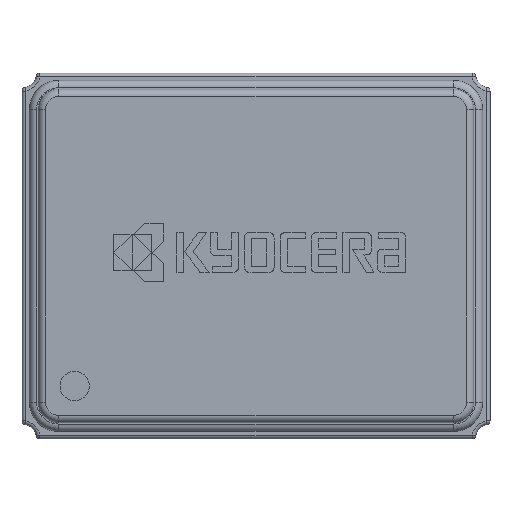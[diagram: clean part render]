
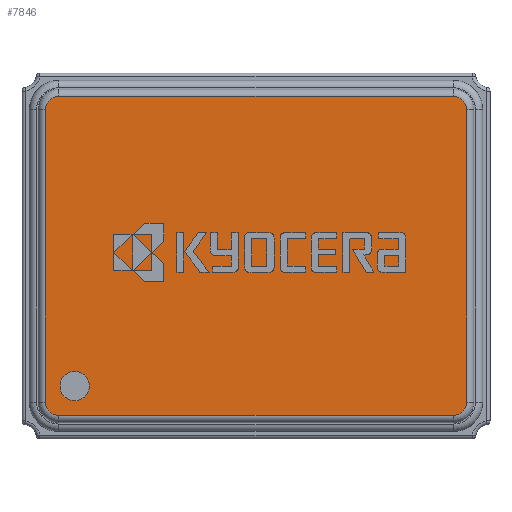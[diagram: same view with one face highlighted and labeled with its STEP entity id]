
A CAD part, top view. The second image highlights one B-rep face of the part: STEP entity #7846.
In plain terms, the highlighted planar face has unit normal (0, 0, 1).
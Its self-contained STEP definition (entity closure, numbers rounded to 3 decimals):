
#35 = ORIENTED_EDGE ( 'NONE', *, *, #3102, .T. ) ;
#522 = CARTESIAN_POINT ( 'NONE',  ( -1.24, -0.89, 0.39 ) ) ;
#606 = CIRCLE ( 'NONE', #6973, 0.09 ) ;
#688 = VERTEX_POINT ( 'NONE', #8466 ) ;
#978 = LINE ( 'NONE', #10582, #10514 ) ;
#980 = AXIS2_PLACEMENT_3D ( 'NONE', #2248, #10137, #3925 ) ;
#1018 = DIRECTION ( 'NONE',  ( 0., 0., 1. ) ) ;
#1292 = CARTESIAN_POINT ( 'NONE',  ( 1.35, -1., 0.39 ) ) ;
#1361 = CIRCLE ( 'NONE', #9181, 0.1 ) ;
#1582 = VERTEX_POINT ( 'NONE', #10997 ) ;
#2083 = CARTESIAN_POINT ( 'NONE',  ( 1.44, 1., 0.39 ) ) ;
#2150 = EDGE_CURVE ( 'NONE', #3057, #4600, #2882, .T. ) ;
#2228 = DIRECTION ( 'NONE',  ( 0., 0., 1. ) ) ;
#2248 = CARTESIAN_POINT ( 'NONE',  ( 1.35, 1., 0.39 ) ) ;
#2289 = PLANE ( 'NONE',  #7421 ) ;
#2293 = CARTESIAN_POINT ( 'NONE',  ( 1.35, -1.09, 0.39 ) ) ;
#2350 = EDGE_CURVE ( 'NONE', #4600, #7325, #2431, .T. ) ;
#2391 = DIRECTION ( 'NONE',  ( 1., 0., 0. ) ) ;
#2431 = CIRCLE ( 'NONE', #7140, 0.09 ) ;
#2447 = CIRCLE ( 'NONE', #6978, 0.1 ) ;
#2473 = EDGE_LOOP ( 'NONE', ( #4839, #35, #3152, #2798, #4229, #8461, #9619, #9582 ) ) ;
#2603 = CARTESIAN_POINT ( 'NONE',  ( -1.14, -0.89, 0.39 ) ) ;
#2775 = VERTEX_POINT ( 'NONE', #9628 ) ;
#2798 = ORIENTED_EDGE ( 'NONE', *, *, #2350, .T. ) ;
#2802 = DIRECTION ( 'NONE',  ( 0., 0., 1. ) ) ;
#2882 = LINE ( 'NONE', #7163, #10585 ) ;
#3057 = VERTEX_POINT ( 'NONE', #6945 ) ;
#3102 = EDGE_CURVE ( 'NONE', #4045, #3057, #606, .T. ) ;
#3122 = CARTESIAN_POINT ( 'NONE',  ( 1.35, -1., 0.39 ) ) ;
#3152 = ORIENTED_EDGE ( 'NONE', *, *, #2150, .T. ) ;
#3271 = CARTESIAN_POINT ( 'NONE',  ( 1.44, -1., 0.39 ) ) ;
#3276 = AXIS2_PLACEMENT_3D ( 'NONE', #5555, #7055, #7266 ) ;
#3331 = CIRCLE ( 'NONE', #980, 0.09 ) ;
#3560 = ORIENTED_EDGE ( 'NONE', *, *, #4422, .F. ) ;
#3696 = DIRECTION ( 'NONE',  ( -1., 0., 0. ) ) ;
#3925 = DIRECTION ( 'NONE',  ( 1., 0., 0. ) ) ;
#4045 = VERTEX_POINT ( 'NONE', #4506 ) ;
#4080 = DIRECTION ( 'NONE',  ( 0., 0., 1. ) ) ;
#4229 = ORIENTED_EDGE ( 'NONE', *, *, #9168, .T. ) ;
#4422 = EDGE_CURVE ( 'NONE', #688, #5969, #1361, .T. ) ;
#4506 = CARTESIAN_POINT ( 'NONE',  ( -1.44, -1., 0.39 ) ) ;
#4563 = EDGE_LOOP ( 'NONE', ( #8784, #3560 ) ) ;
#4600 = VERTEX_POINT ( 'NONE', #2293 ) ;
#4839 = ORIENTED_EDGE ( 'NONE', *, *, #9918, .T. ) ;
#4906 = VECTOR ( 'NONE', #6368, 1000. ) ;
#4963 = DIRECTION ( 'NONE',  ( 1., 0., 0. ) ) ;
#5126 = EDGE_CURVE ( 'NONE', #2775, #8854, #3331, .T. ) ;
#5135 = EDGE_CURVE ( 'NONE', #5969, #688, #2447, .T. ) ;
#5350 = CARTESIAN_POINT ( 'NONE',  ( -1.35, -1., 0.39 ) ) ;
#5555 = CARTESIAN_POINT ( 'NONE',  ( -1.35, 1., 0.39 ) ) ;
#5969 = VERTEX_POINT ( 'NONE', #2603 ) ;
#6203 = CARTESIAN_POINT ( 'NONE',  ( -1.44, -1., 0.39 ) ) ;
#6368 = DIRECTION ( 'NONE',  ( 0., -1., 0. ) ) ;
#6604 = DIRECTION ( 'NONE',  ( 1., 0., 0. ) ) ;
#6764 = CARTESIAN_POINT ( 'NONE',  ( -1.44, 1., 0.39 ) ) ;
#6914 = CIRCLE ( 'NONE', #3276, 0.09 ) ;
#6945 = CARTESIAN_POINT ( 'NONE',  ( -1.35, -1.09, 0.39 ) ) ;
#6973 = AXIS2_PLACEMENT_3D ( 'NONE', #5350, #1018, #8590 ) ;
#6978 = AXIS2_PLACEMENT_3D ( 'NONE', #522, #10975, #4963 ) ;
#7046 = LINE ( 'NONE', #2083, #7813 ) ;
#7055 = DIRECTION ( 'NONE',  ( 0., 0., 1. ) ) ;
#7140 = AXIS2_PLACEMENT_3D ( 'NONE', #1292, #4080, #2391 ) ;
#7163 = CARTESIAN_POINT ( 'NONE',  ( 1.35, -1.09, 0.39 ) ) ;
#7266 = DIRECTION ( 'NONE',  ( 1., 0., 0. ) ) ;
#7325 = VERTEX_POINT ( 'NONE', #3271 ) ;
#7421 = AXIS2_PLACEMENT_3D ( 'NONE', #3122, #2228, #6604 ) ;
#7813 = VECTOR ( 'NONE', #8103, 1000. ) ;
#7846 = ADVANCED_FACE ( 'NONE', ( #9841, #9949 ), #2289, .T. ) ;
#8103 = DIRECTION ( 'NONE',  ( 0., 1., 0. ) ) ;
#8461 = ORIENTED_EDGE ( 'NONE', *, *, #5126, .T. ) ;
#8466 = CARTESIAN_POINT ( 'NONE',  ( -1.34, -0.89, 0.39 ) ) ;
#8590 = DIRECTION ( 'NONE',  ( 1., 0., 0. ) ) ;
#8696 = EDGE_CURVE ( 'NONE', #8854, #1582, #978, .T. ) ;
#8784 = ORIENTED_EDGE ( 'NONE', *, *, #5135, .F. ) ;
#8854 = VERTEX_POINT ( 'NONE', #9282 ) ;
#9036 = DIRECTION ( 'NONE',  ( 1., 0., 0. ) ) ;
#9129 = VERTEX_POINT ( 'NONE', #6764 ) ;
#9168 = EDGE_CURVE ( 'NONE', #7325, #2775, #7046, .T. ) ;
#9181 = AXIS2_PLACEMENT_3D ( 'NONE', #10525, #2802, #10731 ) ;
#9282 = CARTESIAN_POINT ( 'NONE',  ( 1.35, 1.09, 0.39 ) ) ;
#9582 = ORIENTED_EDGE ( 'NONE', *, *, #9936, .T. ) ;
#9619 = ORIENTED_EDGE ( 'NONE', *, *, #8696, .T. ) ;
#9628 = CARTESIAN_POINT ( 'NONE',  ( 1.44, 1., 0.39 ) ) ;
#9841 = FACE_BOUND ( 'NONE', #4563, .T. ) ;
#9894 = LINE ( 'NONE', #6203, #4906 ) ;
#9918 = EDGE_CURVE ( 'NONE', #9129, #4045, #9894, .T. ) ;
#9936 = EDGE_CURVE ( 'NONE', #1582, #9129, #6914, .T. ) ;
#9949 = FACE_OUTER_BOUND ( 'NONE', #2473, .T. ) ;
#10137 = DIRECTION ( 'NONE',  ( 0., 0., 1. ) ) ;
#10514 = VECTOR ( 'NONE', #3696, 1000. ) ;
#10525 = CARTESIAN_POINT ( 'NONE',  ( -1.24, -0.89, 0.39 ) ) ;
#10582 = CARTESIAN_POINT ( 'NONE',  ( -1.35, 1.09, 0.39 ) ) ;
#10585 = VECTOR ( 'NONE', #9036, 1000. ) ;
#10731 = DIRECTION ( 'NONE',  ( 1., 0., 0. ) ) ;
#10975 = DIRECTION ( 'NONE',  ( 0., 0., 1. ) ) ;
#10997 = CARTESIAN_POINT ( 'NONE',  ( -1.35, 1.09, 0.39 ) ) ;
